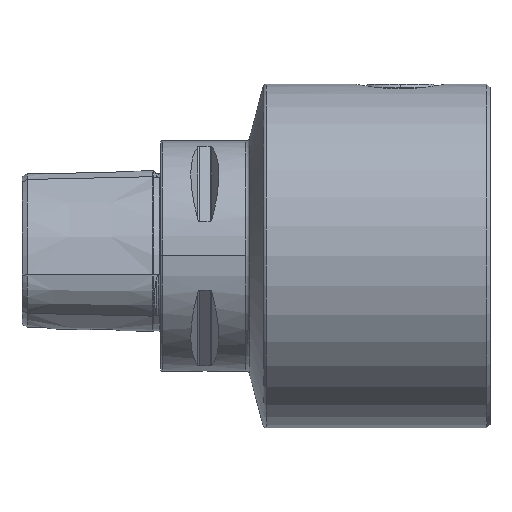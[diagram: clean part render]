
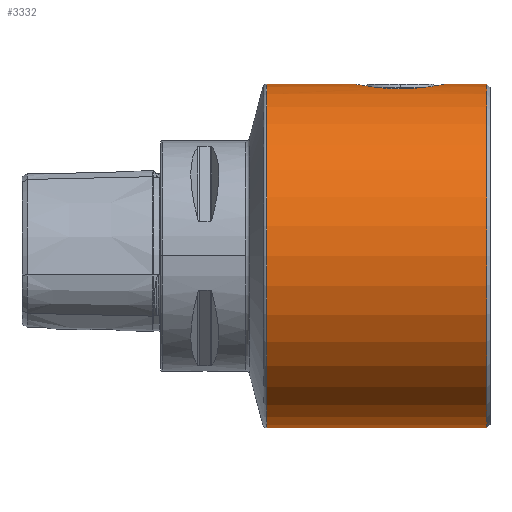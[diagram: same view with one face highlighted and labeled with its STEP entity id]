
A CAD part, top view. The second image highlights one B-rep face of the part: STEP entity #3332.
In plain terms, the highlighted cylindrical face has radius 47 mm (diameter 94 mm), a partial arc.
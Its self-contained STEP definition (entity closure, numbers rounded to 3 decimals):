
#206 = CARTESIAN_POINT ( 'NONE',  ( 59.238, 46.043, 9.439 ) ) ;
#215 = ORIENTED_EDGE ( 'NONE', *, *, #314, .T. ) ;
#235 = CARTESIAN_POINT ( 'NONE',  ( 54.991, 46.653, 5.732 ) ) ;
#262 = CARTESIAN_POINT ( 'NONE',  ( 72.665, 46.157, 8.868 ) ) ;
#300 = CARTESIAN_POINT ( 'NONE',  ( 53.903, 46.858, 3.72 ) ) ;
#314 = EDGE_CURVE ( 'NONE', #2440, #743, #3183, .T. ) ;
#704 = CARTESIAN_POINT ( 'NONE',  ( 76.32, 46.729, 5.089 ) ) ;
#741 = CARTESIAN_POINT ( 'NONE',  ( 62.431, 45.785, 10.62 ) ) ;
#743 = VERTEX_POINT ( 'NONE', #5439 ) ;
#795 = CARTESIAN_POINT ( 'NONE',  ( 59.579, 46.007, 9.612 ) ) ;
#829 = CARTESIAN_POINT ( 'NONE',  ( 75.208, 46.533, 6.615 ) ) ;
#832 = DIRECTION ( 'NONE',  ( 0., 1., 0. ) ) ;
#910 = VERTEX_POINT ( 'NONE', #2387 ) ;
#924 = ORIENTED_EDGE ( 'NONE', *, *, #1484, .F. ) ;
#976 = VERTEX_POINT ( 'NONE', #3251 ) ;
#1100 = CARTESIAN_POINT ( 'NONE',  ( 90., 47., 0. ) ) ;
#1132 = VECTOR ( 'NONE', #3142, 1000. ) ;
#1163 = B_SPLINE_CURVE_WITH_KNOTS ( 'NONE', 3,
 ( #6312, #1714, #2805, #2341, #2778, #1862, #5383, #1809, #4921, #2742, #4850, #262, #4391, #3906, #3780, #3242, #829, #2301, #704, #5288, #4824, #1200, #4353, #6441, #5862, #6340 ),
 .UNSPECIFIED., .F., .F.,
 ( 4, 2, 2, 2, 2, 2, 2, 2, 2, 2, 2, 2, 4 ),
 ( 0.028, 0.029, 0.03, 0.032, 0.033, 0.034, 0.037, 0.038, 0.039, 0.041, 0.042, 0.044, 0.046 ),
 .UNSPECIFIED. ) ;
#1192 = EDGE_CURVE ( 'NONE', #743, #5158, #2348, .T. ) ;
#1200 = CARTESIAN_POINT ( 'NONE',  ( 77.237, 46.906, 2.997 ) ) ;
#1231 = CARTESIAN_POINT ( 'NONE',  ( 61.695, 45.828, 10.429 ) ) ;
#1271 = CARTESIAN_POINT ( 'NONE',  ( 90., 0., 0. ) ) ;
#1298 = CARTESIAN_POINT ( 'NONE',  ( 57.623, 46.238, 8.443 ) ) ;
#1326 = CARTESIAN_POINT ( 'NONE',  ( 61.333, 45.853, 10.319 ) ) ;
#1451 = EDGE_CURVE ( 'NONE', #910, #5596, #5769, .T. ) ;
#1484 = EDGE_CURVE ( 'NONE', #2080, #910, #1163, .T. ) ;
#1508 = EDGE_CURVE ( 'NONE', #976, #2080, #6204, .T. ) ;
#1511 = CARTESIAN_POINT ( 'NONE',  ( 90., 47., 0. ) ) ;
#1557 = AXIS2_PLACEMENT_3D ( 'NONE', #1271, #2840, #832 ) ;
#1714 = CARTESIAN_POINT ( 'NONE',  ( 65.829, 45.705, 10.955 ) ) ;
#1754 = DIRECTION ( 'NONE',  ( 1., 0., 0. ) ) ;
#1771 = CARTESIAN_POINT ( 'NONE',  ( 55.932, 46.492, 6.917 ) ) ;
#1809 = CARTESIAN_POINT ( 'NONE',  ( 70.287, 45.91, 10.064 ) ) ;
#1838 = CYLINDRICAL_SURFACE ( 'NONE', #1557, 47. ) ;
#1862 = CARTESIAN_POINT ( 'NONE',  ( 68.483, 45.781, 10.634 ) ) ;
#2047 = CARTESIAN_POINT ( 'NONE',  ( 89.1, -47., 0. ) ) ;
#2080 = VERTEX_POINT ( 'NONE', #4537 ) ;
#2273 = CARTESIAN_POINT ( 'NONE',  ( 56.469, 46.406, 7.467 ) ) ;
#2301 = CARTESIAN_POINT ( 'NONE',  ( 75.915, 46.654, 5.724 ) ) ;
#2341 = CARTESIAN_POINT ( 'NONE',  ( 66.97, 45.724, 10.875 ) ) ;
#2348 = LINE ( 'NONE', #2788, #6629 ) ;
#2364 = CARTESIAN_POINT ( 'NONE',  ( 60.269, 45.94, 9.926 ) ) ;
#2387 = CARTESIAN_POINT ( 'NONE',  ( 77.7, 47., 0. ) ) ;
#2404 = DIRECTION ( 'NONE',  ( 0., 1., 0. ) ) ;
#2440 = VERTEX_POINT ( 'NONE', #4120 ) ;
#2742 = CARTESIAN_POINT ( 'NONE',  ( 71.331, 46.008, 9.607 ) ) ;
#2778 = CARTESIAN_POINT ( 'NONE',  ( 67.353, 45.736, 10.827 ) ) ;
#2788 = CARTESIAN_POINT ( 'NONE',  ( 90., -47., 0. ) ) ;
#2805 = CARTESIAN_POINT ( 'NONE',  ( 66.209, 45.709, 10.939 ) ) ;
#2836 = CARTESIAN_POINT ( 'NONE',  ( 60.62, 45.909, 10.067 ) ) ;
#2840 = DIRECTION ( 'NONE',  ( 1., 0., 0. ) ) ;
#2876 = CARTESIAN_POINT ( 'NONE',  ( 62.806, 45.766, 10.7 ) ) ;
#2975 = AXIS2_PLACEMENT_3D ( 'NONE', #5088, #5560, #2404 ) ;
#3095 = EDGE_CURVE ( 'NONE', #5596, #5158, #5009, .T. ) ;
#3142 = DIRECTION ( 'NONE',  ( 1., 0., 0. ) ) ;
#3144 = ORIENTED_EDGE ( 'NONE', *, *, #1451, .F. ) ;
#3183 = CIRCLE ( 'NONE', #3286, 47. ) ;
#3242 = CARTESIAN_POINT ( 'NONE',  ( 74.954, 46.491, 6.904 ) ) ;
#3251 = CARTESIAN_POINT ( 'NONE',  ( 53.2, 47., 0. ) ) ;
#3278 = FACE_OUTER_BOUND ( 'NONE', #5605, .T. ) ;
#3286 = AXIS2_PLACEMENT_3D ( 'NONE', #6464, #4387, #3873 ) ;
#3332 = ADVANCED_FACE ( 'NONE', ( #3278 ), #1838, .T. ) ;
#3780 = CARTESIAN_POINT ( 'NONE',  ( 74.424, 46.407, 7.449 ) ) ;
#3811 = CARTESIAN_POINT ( 'NONE',  ( 64.693, 45.705, 10.955 ) ) ;
#3850 = CARTESIAN_POINT ( 'NONE',  ( 53.2, 47., 0. ) ) ;
#3873 = DIRECTION ( 'NONE',  ( 0., 1., 0. ) ) ;
#3886 = ORIENTED_EDGE ( 'NONE', *, *, #1192, .T. ) ;
#3906 = CARTESIAN_POINT ( 'NONE',  ( 74.147, 46.364, 7.707 ) ) ;
#4120 = CARTESIAN_POINT ( 'NONE',  ( 28.921, 47., 0. ) ) ;
#4320 = CARTESIAN_POINT ( 'NONE',  ( 53.2, 47., 0.379 ) ) ;
#4353 = CARTESIAN_POINT ( 'NONE',  ( 77.346, 46.928, 2.631 ) ) ;
#4364 = ORIENTED_EDGE ( 'NONE', *, *, #6402, .F. ) ;
#4387 = DIRECTION ( 'NONE',  ( 1., 0., 0. ) ) ;
#4391 = CARTESIAN_POINT ( 'NONE',  ( 73.284, 46.239, 8.437 ) ) ;
#4537 = CARTESIAN_POINT ( 'NONE',  ( 65.45, 45.705, 10.955 ) ) ;
#4792 = CARTESIAN_POINT ( 'NONE',  ( 53.312, 46.977, 1.519 ) ) ;
#4824 = CARTESIAN_POINT ( 'NONE',  ( 76.974, 46.854, 3.721 ) ) ;
#4850 = CARTESIAN_POINT ( 'NONE',  ( 71.674, 46.044, 9.432 ) ) ;
#4883 = CARTESIAN_POINT ( 'NONE',  ( 53.379, 46.963, 1.898 ) ) ;
#4921 = CARTESIAN_POINT ( 'NONE',  ( 70.638, 45.941, 9.923 ) ) ;
#5009 = CIRCLE ( 'NONE', #2975, 47. ) ;
#5088 = CARTESIAN_POINT ( 'NONE',  ( 89.1, 0., 0. ) ) ;
#5124 = CARTESIAN_POINT ( 'NONE',  ( 89.1, 47., 0. ) ) ;
#5158 = VERTEX_POINT ( 'NONE', #2047 ) ;
#5271 = ORIENTED_EDGE ( 'NONE', *, *, #3095, .F. ) ;
#5288 = CARTESIAN_POINT ( 'NONE',  ( 76.824, 46.825, 4.071 ) ) ;
#5326 = CARTESIAN_POINT ( 'NONE',  ( 58.244, 46.156, 8.874 ) ) ;
#5354 = CARTESIAN_POINT ( 'NONE',  ( 65.45, 45.705, 10.955 ) ) ;
#5383 = CARTESIAN_POINT ( 'NONE',  ( 69.217, 45.826, 10.443 ) ) ;
#5439 = CARTESIAN_POINT ( 'NONE',  ( 28.921, -47., 0. ) ) ;
#5560 = DIRECTION ( 'NONE',  ( 1., 0., 0. ) ) ;
#5596 = VERTEX_POINT ( 'NONE', #5124 ) ;
#5605 = EDGE_LOOP ( 'NONE', ( #215, #3886, #5271, #3144, #924, #6538, #4364 ) ) ;
#5769 = LINE ( 'NONE', #1100, #1132 ) ;
#5828 = CARTESIAN_POINT ( 'NONE',  ( 53.644, 46.91, 3.008 ) ) ;
#5858 = VECTOR ( 'NONE', #5887, 1000. ) ;
#5862 = CARTESIAN_POINT ( 'NONE',  ( 77.7, 47., 0.769 ) ) ;
#5887 = DIRECTION ( 'NONE',  ( 1., 0., 0. ) ) ;
#5896 = CARTESIAN_POINT ( 'NONE',  ( 53.222, 46.995, 0.758 ) ) ;
#5926 = CARTESIAN_POINT ( 'NONE',  ( 54.582, 46.728, 5.093 ) ) ;
#6107 = LINE ( 'NONE', #1511, #5858 ) ;
#6204 = B_SPLINE_CURVE_WITH_KNOTS ( 'NONE', 3,
 ( #3850, #4320, #5896, #4792, #4883, #5828, #300, #5926, #235, #1771, #2273, #1298, #5326, #206, #795, #2364, #2836, #1326, #1231, #741, #2876, #6368, #3811, #5354 ),
 .UNSPECIFIED., .F., .F.,
 ( 4, 2, 2, 2, 2, 2, 2, 2, 2, 2, 2, 4 ),
 ( 0.009, 0.011, 0.012, 0.014, 0.016, 0.018, 0.021, 0.022, 0.023, 0.024, 0.025, 0.028 ),
 .UNSPECIFIED. ) ;
#6312 = CARTESIAN_POINT ( 'NONE',  ( 65.45, 45.705, 10.955 ) ) ;
#6340 = CARTESIAN_POINT ( 'NONE',  ( 77.7, 47., 0. ) ) ;
#6368 = CARTESIAN_POINT ( 'NONE',  ( 63.937, 45.721, 10.893 ) ) ;
#6402 = EDGE_CURVE ( 'NONE', #2440, #976, #6107, .T. ) ;
#6441 = CARTESIAN_POINT ( 'NONE',  ( 77.61, 46.981, 1.523 ) ) ;
#6464 = CARTESIAN_POINT ( 'NONE',  ( 28.921, 0., 0. ) ) ;
#6538 = ORIENTED_EDGE ( 'NONE', *, *, #1508, .F. ) ;
#6629 = VECTOR ( 'NONE', #1754, 1000. ) ;
